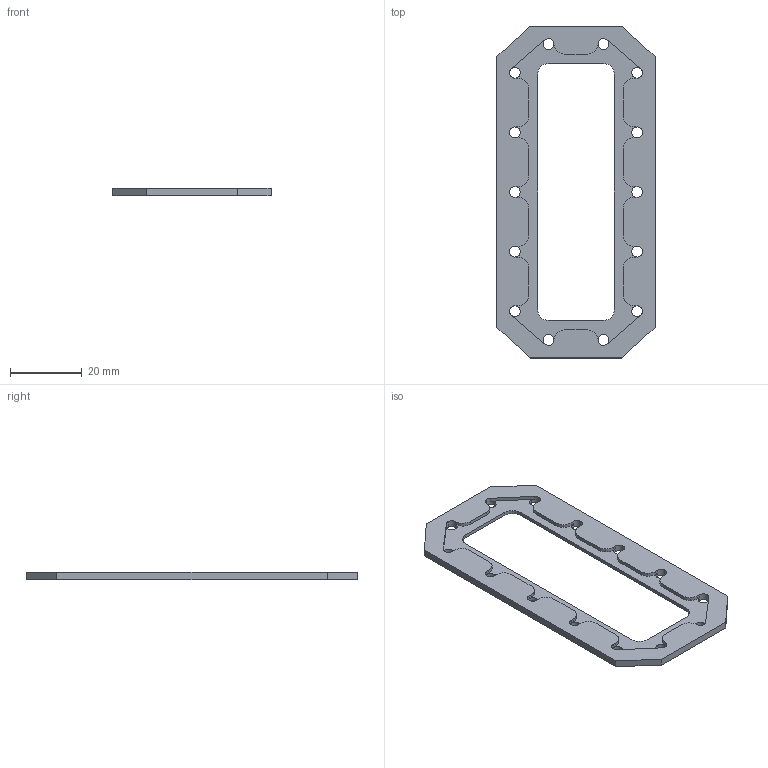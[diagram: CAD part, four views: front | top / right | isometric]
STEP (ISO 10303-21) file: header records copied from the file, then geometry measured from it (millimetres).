
FILE_DESCRIPTION(('STEP AP214'),'1');
FILE_NAME('top_lid.stp','2022-02-12T21:07:15',(' '),(' '),'Spatial InterOp 3D',' ',' ');
FILE_SCHEMA(('AUTOMOTIVE_DESIGN { 1 0 10303 214 1 1 1 1 }'));
Length unit declared in the file: metre
Products named in the file (1): Sólido1
Bounding box: 44 x 92.4 x 2 mm (x, y, z)
Volume: 3871.4 mm3; surface area: 5678.6 mm2
Topology: 1 solids, 1 shells, 117 faces, 368 edges, 240 vertices
Faces by surface type: cylinder 72, plane 45
Entity records: 4215 total; most frequent: DIRECTION 760, ORIENTED_EDGE 736, CARTESIAN_POINT 726, EDGE_CURVE 368, AXIS2_PLACEMENT_3D 274, VERTEX_POINT 240, LINE 212, VECTOR 212
